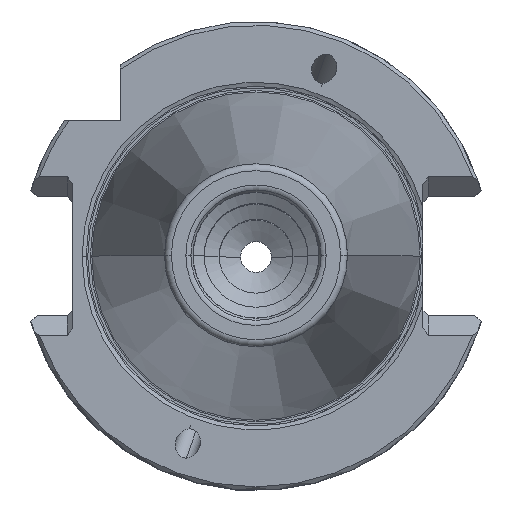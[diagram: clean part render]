
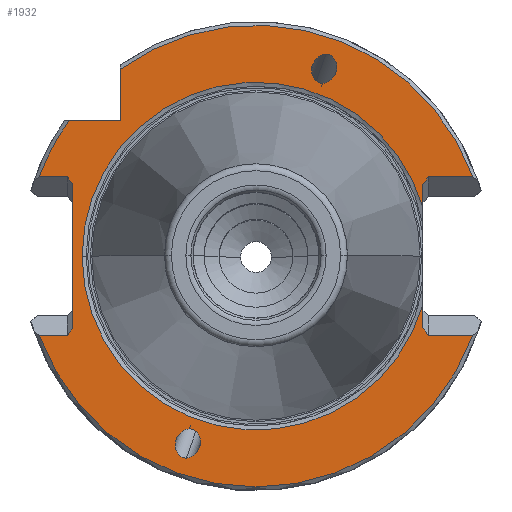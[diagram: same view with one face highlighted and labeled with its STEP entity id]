
A CAD part, top view. The second image highlights one B-rep face of the part: STEP entity #1932.
In plain terms, the highlighted planar face has unit normal (0, 0, 1).
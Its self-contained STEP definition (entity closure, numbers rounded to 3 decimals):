
#1018=VERTEX_POINT('NONE',#2929);
#1052=EDGE_CURVE('NONE',#2524,#1864,#2968,.T.);
#1080=VERTEX_POINT('NONE',#3000);
#1086=EDGE_CURVE('NONE',#2448,#1684,#3006,.T.);
#1110=VERTEX_POINT('NONE',#3032);
#1202=VERTEX_POINT('NONE',#3130);
#1214=EDGE_CURVE('NONE',#1632,#2448,#3144,.T.);
#1326=EDGE_CURVE('NONE',#1684,#1110,#3266,.T.);
#1432=EDGE_CURVE('NONE',#1202,#2078,#3387,.T.);
#1530=VERTEX_POINT('NONE',#3493);
#1552=EDGE_CURVE('NONE',#2570,#1018,#3516,.T.);
#1556=EDGE_CURVE('NONE',#1864,#2524,#3520,.T.);
#1626=VERTEX_POINT('NONE',#3602);
#1632=VERTEX_POINT('NONE',#3609);
#1650=EDGE_CURVE('NONE',#2330,#2254,#3633,.T.);
#1684=VERTEX_POINT('NONE',#3674);
#1754=EDGE_CURVE('NONE',#2344,#1110,#3751,.T.);
#1818=EDGE_CURVE('NONE',#1632,#2040,#3821,.T.);
#1864=VERTEX_POINT('NONE',#3868);
#1894=VERTEX_POINT('NONE',#3902);
#1896=EDGE_CURVE('NONE',#1530,#1894,#3904,.T.);
#1932=ADVANCED_FACE('NONE',(#3943,#3944,#3945),#3946,.F.);
#1976=EDGE_CURVE('NONE',#2412,#2344,#3994,.T.);
#2040=VERTEX_POINT('NONE',#4068);
#2078=VERTEX_POINT('NONE',#4115);
#2098=VERTEX_POINT('NONE',#4138);
#2254=VERTEX_POINT('NONE',#4313);
#2260=EDGE_CURVE('NONE',#1202,#2552,#4320,.T.);
#2284=EDGE_CURVE('NONE',#2078,#2040,#4345,.T.);
#2328=VERTEX_POINT('NONE',#4393);
#2330=VERTEX_POINT('NONE',#4395);
#2344=VERTEX_POINT('NONE',#4410);
#2412=VERTEX_POINT('NONE',#4485);
#2448=VERTEX_POINT('NONE',#4527);
#2514=EDGE_CURVE('NONE',#1894,#1530,#4597,.T.);
#2524=VERTEX_POINT('NONE',#4608);
#2552=VERTEX_POINT('NONE',#4637);
#2570=VERTEX_POINT('NONE',#4656);
#2580=EDGE_CURVE('NONE',#2330,#2328,#4666,.T.);
#2666=EDGE_CURVE('NONE',#2412,#2570,#4766,.T.);
#2674=EDGE_CURVE('NONE',#1018,#1626,#4775,.T.);
#2686=EDGE_CURVE('NONE',#2552,#2098,#4788,.T.);
#2742=EDGE_CURVE('NONE',#1080,#2254,#4850,.T.);
#2752=EDGE_CURVE('NONE',#2328,#1626,#4861,.T.);
#2850=EDGE_CURVE('NONE',#1080,#2098,#4968,.T.);
#2929=CARTESIAN_POINT('',(23.35,-10.75,-1.));
#2968=(B_SPLINE_CURVE(3,(#5120,#5121,#5122,#5123),.UNSPECIFIED.,.F.,.F.)B_SPLINE_CURVE_WITH_KNOTS((4,4),(0.29,3.431),.UNSPECIFIED.)RATIONAL_B_SPLINE_CURVE((1.0,0.333,0.333,1.0))BOUNDED_CURVE()REPRESENTATION_ITEM('')GEOMETRIC_REPRESENTATION_ITEM()CURVE());
#3000=CARTESIAN_POINT('',(-24.8,9.689,-1.));
#3006=LINE('',#5203,#5204);
#3032=CARTESIAN_POINT('',(22.6,6.57,-1.0));
#3130=CARTESIAN_POINT('',(-25.295,18.35,-1.0));
#3144=LINE('',#5433,#5434);
#3266=LINE('',#5652,#5653);
#3387=LINE('',#5826,#5827);
#3493=CARTESIAN_POINT('',(9.452,27.347,-1.0));
#3516=LINE('',#6017,#6018);
#3520=(B_SPLINE_CURVE(3,(#6024,#6025,#6026,#6027),.UNSPECIFIED.,.F.,.F.)B_SPLINE_CURVE_WITH_KNOTS((4,4),(3.431,6.573),.UNSPECIFIED.)RATIONAL_B_SPLINE_CURVE((1.0,0.333,0.333,1.0))BOUNDED_CURVE()REPRESENTATION_ITEM('')GEOMETRIC_REPRESENTATION_ITEM()CURVE());
#3602=CARTESIAN_POINT('',(29.343,-10.75,-1.));
#3609=CARTESIAN_POINT('',(29.343,10.75,-1.));
#3633=LINE('',#6199,#6200);
#3674=CARTESIAN_POINT('',(22.6,9.689,-1.));
#3751=CIRCLE('',#6413,23.536);
#3821=CIRCLE('',#6517,31.25);
#3868=CARTESIAN_POINT('',(-9.017,-23.397,-1.0));
#3902=CARTESIAN_POINT('',(9.017,23.397,-1.0));
#3904=(B_SPLINE_CURVE(3,(#6657,#6658,#6659,#6660),.UNSPECIFIED.,.F.,.F.)B_SPLINE_CURVE_WITH_KNOTS((4,4),(0.29,3.431),.UNSPECIFIED.)RATIONAL_B_SPLINE_CURVE((1.0,0.333,0.333,1.0))BOUNDED_CURVE()REPRESENTATION_ITEM('')GEOMETRIC_REPRESENTATION_ITEM()CURVE());
#3943=FACE_OUTER_BOUND('',#6728,.T.);
#3944=FACE_BOUND('',#6729,.T.);
#3945=FACE_BOUND('',#6730,.T.);
#3946=PLANE('',#6731);
#3994=CIRCLE('',#6824,23.536);
#4068=CARTESIAN_POINT('',(-18.35,25.295,-1.0));
#4115=CARTESIAN_POINT('',(-18.35,18.35,-1.0));
#4138=CARTESIAN_POINT('',(-25.55,10.75,-1.));
#4313=CARTESIAN_POINT('',(-24.8,-9.689,-1.));
#4320=CIRCLE('',#7325,31.25);
#4345=LINE('',#7356,#7357);
#4393=CARTESIAN_POINT('',(-29.343,-10.75,-1.));
#4395=CARTESIAN_POINT('',(-25.55,-10.75,-1.));
#4410=CARTESIAN_POINT('',(-23.536,0.,-1.));
#4485=CARTESIAN_POINT('',(22.6,-6.57,-1.));
#4527=CARTESIAN_POINT('',(23.35,10.75,-1.));
#4597=(B_SPLINE_CURVE(3,(#7790,#7791,#7792,#7793),.UNSPECIFIED.,.F.,.F.)B_SPLINE_CURVE_WITH_KNOTS((4,4),(3.431,6.573),.UNSPECIFIED.)RATIONAL_B_SPLINE_CURVE((1.0,0.333,0.333,1.0))BOUNDED_CURVE()REPRESENTATION_ITEM('')GEOMETRIC_REPRESENTATION_ITEM()CURVE());
#4608=CARTESIAN_POINT('',(-9.452,-27.347,-1.0));
#4637=CARTESIAN_POINT('',(-29.343,10.75,-1.));
#4656=CARTESIAN_POINT('',(22.6,-9.689,-1.0));
#4666=LINE('',#7919,#7920);
#4766=LINE('',#8063,#8064);
#4775=LINE('',#8075,#8076);
#4788=LINE('',#8090,#8091);
#4850=LINE('',#8185,#8186);
#4861=CIRCLE('',#8202,31.25);
#4968=LINE('',#8364,#8365);
#5120=CARTESIAN_POINT('',(-9.452,-27.347,-1.0));
#5121=CARTESIAN_POINT('',(-6.086,-27.347,-1.0));
#5122=CARTESIAN_POINT('',(-5.652,-23.397,-1.0));
#5123=CARTESIAN_POINT('',(-9.017,-23.397,-1.0));
#5203=CARTESIAN_POINT('',(22.077,8.95,-1.));
#5204=VECTOR('',#8533,1000.0);
#5433=CARTESIAN_POINT('',(124.8,10.75,-1.));
#5434=VECTOR('',#8670,1000.0);
#5652=CARTESIAN_POINT('',(22.6,0.,-1.0));
#5653=VECTOR('',#8797,1000.0);
#5826=CARTESIAN_POINT('',(-38.35,18.35,-1.0));
#5827=VECTOR('',#8977,1000.0);
#6017=CARTESIAN_POINT('',(22.077,-8.95,-1.));
#6018=VECTOR('',#9108,1000.0);
#6024=CARTESIAN_POINT('',(-9.017,-23.397,-1.0));
#6025=CARTESIAN_POINT('',(-12.383,-23.397,-1.0));
#6026=CARTESIAN_POINT('',(-12.817,-27.347,-1.0));
#6027=CARTESIAN_POINT('',(-9.452,-27.347,-1.0));
#6199=CARTESIAN_POINT('',(-18.12,-0.243,-1.));
#6200=VECTOR('',#9270,1000.0);
#6413=AXIS2_PLACEMENT_3D('',#9417,#9418,#9419);
#6517=AXIS2_PLACEMENT_3D('',#9512,#9513,#9514);
#6657=CARTESIAN_POINT('',(9.452,27.347,-1.0));
#6658=CARTESIAN_POINT('',(6.086,27.347,-1.0));
#6659=CARTESIAN_POINT('',(5.652,23.397,-1.0));
#6660=CARTESIAN_POINT('',(9.017,23.397,-1.0));
#6728=EDGE_LOOP('',(#9625,#9626,#9627,#9628,#9629,#9630,#9631,#9632,#9633,#9634,#9635,#9636,#9637,#9638,#9639,#9640,#9641,#9642));
#6729=EDGE_LOOP('',(#9643,#9644));
#6730=EDGE_LOOP('',(#9645,#9646));
#6731=AXIS2_PLACEMENT_3D('',#9647,#9648,#9649);
#6824=AXIS2_PLACEMENT_3D('',#9713,#9714,#9715);
#7325=AXIS2_PLACEMENT_3D('',#10132,#10133,#10134);
#7356=CARTESIAN_POINT('',(-18.35,18.35,-1.0));
#7357=VECTOR('',#10163,1000.0);
#7790=CARTESIAN_POINT('',(9.017,23.397,-1.0));
#7791=CARTESIAN_POINT('',(12.383,23.397,-1.0));
#7792=CARTESIAN_POINT('',(12.817,27.347,-1.0));
#7793=CARTESIAN_POINT('',(9.452,27.347,-1.0));
#7919=CARTESIAN_POINT('',(-61.2,-10.75,-1.));
#7920=VECTOR('',#10470,1000.0);
#8063=CARTESIAN_POINT('',(22.6,0.,-1.0));
#8064=VECTOR('',#10609,1000.0);
#8075=CARTESIAN_POINT('',(124.8,-10.75,-1.));
#8076=VECTOR('',#10621,1000.0);
#8090=CARTESIAN_POINT('',(-61.2,10.75,-1.));
#8091=VECTOR('',#10630,1000.0);
#8185=CARTESIAN_POINT('',(-24.8,0.,-1.0));
#8186=VECTOR('',#10704,1000.0);
#8202=AXIS2_PLACEMENT_3D('',#10715,#10716,#10717);
#8364=CARTESIAN_POINT('',(-18.12,0.243,-1.));
#8365=VECTOR('',#10826,1000.0);
#8533=DIRECTION('',(-0.577,-0.816,0.0));
#8670=DIRECTION('',(-1.0,0.,0.0));
#8797=DIRECTION('',(0.,-1.0,-0.0));
#8977=DIRECTION('',(1.0,0.,0.0));
#9108=DIRECTION('',(0.577,-0.816,0.0));
#9270=DIRECTION('',(0.577,0.816,0.0));
#9417=CARTESIAN_POINT('',(0.0,0.0,-1.));
#9418=DIRECTION('',(0.0,0.0,-1.0));
#9419=DIRECTION('',(1.0,0.,0.0));
#9512=CARTESIAN_POINT('',(0.0,0.0,-1.));
#9513=DIRECTION('',(0.0,-0.0,1.0));
#9514=DIRECTION('',(1.0,0.,0.0));
#9625=ORIENTED_EDGE('',*,*,#1432,.F.);
#9626=ORIENTED_EDGE('',*,*,#2260,.T.);
#9627=ORIENTED_EDGE('',*,*,#2686,.T.);
#9628=ORIENTED_EDGE('',*,*,#2850,.F.);
#9629=ORIENTED_EDGE('',*,*,#2742,.T.);
#9630=ORIENTED_EDGE('',*,*,#1650,.F.);
#9631=ORIENTED_EDGE('',*,*,#2580,.T.);
#9632=ORIENTED_EDGE('',*,*,#2752,.T.);
#9633=ORIENTED_EDGE('',*,*,#2674,.F.);
#9634=ORIENTED_EDGE('',*,*,#1552,.F.);
#9635=ORIENTED_EDGE('',*,*,#2666,.F.);
#9636=ORIENTED_EDGE('',*,*,#1976,.T.);
#9637=ORIENTED_EDGE('',*,*,#1754,.T.);
#9638=ORIENTED_EDGE('',*,*,#1326,.F.);
#9639=ORIENTED_EDGE('',*,*,#1086,.F.);
#9640=ORIENTED_EDGE('',*,*,#1214,.F.);
#9641=ORIENTED_EDGE('',*,*,#1818,.T.);
#9642=ORIENTED_EDGE('',*,*,#2284,.F.);
#9643=ORIENTED_EDGE('',*,*,#2514,.F.);
#9644=ORIENTED_EDGE('',*,*,#1896,.F.);
#9645=ORIENTED_EDGE('',*,*,#1556,.F.);
#9646=ORIENTED_EDGE('',*,*,#1052,.F.);
#9647=CARTESIAN_POINT('',(0.,-32.5,-1.));
#9648=DIRECTION('',(0.0,0.0,-1.0));
#9649=DIRECTION('',(-1.0,0.0,0.0));
#9713=CARTESIAN_POINT('',(0.0,0.0,-1.));
#9714=DIRECTION('',(0.0,0.0,-1.0));
#9715=DIRECTION('',(1.0,0.,0.0));
#10132=CARTESIAN_POINT('',(0.0,0.0,-1.));
#10133=DIRECTION('',(0.0,-0.0,1.0));
#10134=DIRECTION('',(1.0,0.,0.0));
#10163=DIRECTION('',(0.,1.0,0.0));
#10470=DIRECTION('',(-1.0,0.,0.0));
#10609=DIRECTION('',(0.,-1.0,-0.0));
#10621=DIRECTION('',(1.0,0.,0.0));
#10630=DIRECTION('',(1.0,0.,0.0));
#10704=DIRECTION('',(0.,-1.0,-0.0));
#10715=CARTESIAN_POINT('',(0.0,0.0,-1.));
#10716=DIRECTION('',(0.0,-0.0,1.0));
#10717=DIRECTION('',(1.0,0.,0.0));
#10826=DIRECTION('',(-0.577,0.816,0.0));
